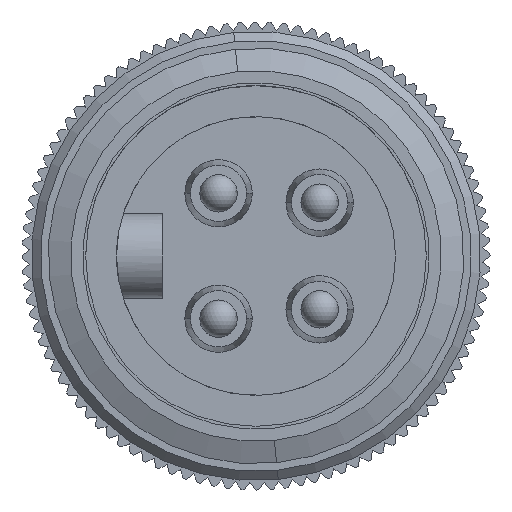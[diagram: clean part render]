
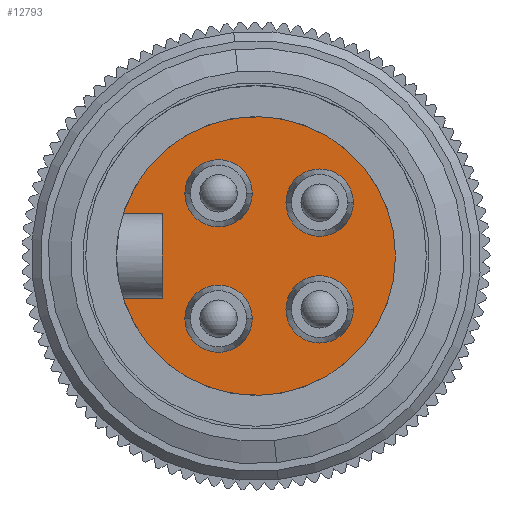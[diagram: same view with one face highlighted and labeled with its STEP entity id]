
A CAD part, front view. The second image highlights one B-rep face of the part: STEP entity #12793.
In plain terms, the highlighted planar face has unit normal (0, -1, 0).
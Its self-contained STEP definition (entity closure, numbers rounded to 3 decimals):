
#4019=DIRECTION('',(-1.,0.,0.));
#4020=VECTOR('',#4019,2.102);
#4021=CARTESIAN_POINT('',(-5.,-4.6,-2.25));
#4022=LINE('',#4021,#4020);
#4027=CARTESIAN_POINT('',(-2.,-4.6,3.35));
#4028=DIRECTION('',(0.,-1.,0.));
#4029=DIRECTION('',(1.,0.,0.));
#4030=AXIS2_PLACEMENT_3D('',#4027,#4028,#4029);
#4032=CARTESIAN_POINT('',(-2.,-4.6,3.35));
#4033=DIRECTION('',(0.,-1.,0.));
#4034=DIRECTION('',(-1.,0.,0.));
#4035=AXIS2_PLACEMENT_3D('',#4032,#4033,#4034);
#4037=CARTESIAN_POINT('',(-2.,-4.6,-3.35));
#4038=DIRECTION('',(0.,-1.,0.));
#4039=DIRECTION('',(1.,0.,0.));
#4040=AXIS2_PLACEMENT_3D('',#4037,#4038,#4039);
#4042=CARTESIAN_POINT('',(-2.,-4.6,-3.35));
#4043=DIRECTION('',(0.,-1.,0.));
#4044=DIRECTION('',(-1.,0.,0.));
#4045=AXIS2_PLACEMENT_3D('',#4042,#4043,#4044);
#4047=CARTESIAN_POINT('',(3.4,-4.6,-2.85));
#4048=DIRECTION('',(0.,-1.,0.));
#4049=DIRECTION('',(1.,0.,0.));
#4050=AXIS2_PLACEMENT_3D('',#4047,#4048,#4049);
#4052=CARTESIAN_POINT('',(3.4,-4.6,-2.85));
#4053=DIRECTION('',(0.,-1.,0.));
#4054=DIRECTION('',(-1.,0.,0.));
#4055=AXIS2_PLACEMENT_3D('',#4052,#4053,#4054);
#4057=CARTESIAN_POINT('',(3.4,-4.6,2.85));
#4058=DIRECTION('',(0.,-1.,0.));
#4059=DIRECTION('',(1.,0.,0.));
#4060=AXIS2_PLACEMENT_3D('',#4057,#4058,#4059);
#4062=CARTESIAN_POINT('',(3.4,-4.6,2.85));
#4063=DIRECTION('',(0.,-1.,0.));
#4064=DIRECTION('',(-1.,0.,0.));
#4065=AXIS2_PLACEMENT_3D('',#4062,#4063,#4064);
#4067=CARTESIAN_POINT('',(0.,-4.6,0.));
#4068=DIRECTION('',(0.,1.,0.));
#4069=DIRECTION('',(-0.953,0.,0.302));
#4070=AXIS2_PLACEMENT_3D('',#4067,#4068,#4069);
#4072=CARTESIAN_POINT('',(0.,-4.6,0.));
#4073=DIRECTION('',(0.,1.,0.));
#4074=DIRECTION('',(1.,0.,0.));
#4075=AXIS2_PLACEMENT_3D('',#4072,#4073,#4074);
#4261=DIRECTION('',(0.,0.,-1.));
#4262=VECTOR('',#4261,4.5);
#4263=CARTESIAN_POINT('',(-5.,-4.6,2.25));
#4264=LINE('',#4263,#4262);
#4310=DIRECTION('',(-1.,0.,0.));
#4311=VECTOR('',#4310,2.102);
#4312=CARTESIAN_POINT('',(-5.,-4.6,2.25));
#4313=LINE('',#4312,#4311);
#5850=CARTESIAN_POINT('',(-3.8,-4.6,3.35));
#5851=VERTEX_POINT('',#5850);
#5852=CARTESIAN_POINT('',(-0.2,-4.6,3.35));
#5853=VERTEX_POINT('',#5852);
#5854=CARTESIAN_POINT('',(-0.2,-4.6,-3.35));
#5855=CARTESIAN_POINT('',(-3.8,-4.6,-3.35));
#5856=VERTEX_POINT('',#5854);
#5857=VERTEX_POINT('',#5855);
#5858=CARTESIAN_POINT('',(5.2,-4.6,-2.85));
#5859=CARTESIAN_POINT('',(1.6,-4.6,-2.85));
#5860=VERTEX_POINT('',#5858);
#5861=VERTEX_POINT('',#5859);
#5862=CARTESIAN_POINT('',(5.2,-4.6,2.85));
#5863=CARTESIAN_POINT('',(1.6,-4.6,2.85));
#5864=VERTEX_POINT('',#5862);
#5865=VERTEX_POINT('',#5863);
#5867=CARTESIAN_POINT('',(7.45,-4.6,0.));
#5869=VERTEX_POINT('',#5867);
#7188=CARTESIAN_POINT('',(-5.,-4.6,-2.25));
#7189=CARTESIAN_POINT('',(-7.102,-4.6,-2.25));
#7190=VERTEX_POINT('',#7188);
#7191=VERTEX_POINT('',#7189);
#7194=CARTESIAN_POINT('',(-5.,-4.6,2.25));
#7195=VERTEX_POINT('',#7194);
#7196=CARTESIAN_POINT('',(-7.102,-4.6,2.25));
#7197=VERTEX_POINT('',#7196);
#12754=CARTESIAN_POINT('',(0.,-4.6,0.));
#12755=DIRECTION('',(0.,1.,0.));
#12756=DIRECTION('',(1.,0.,0.));
#12757=AXIS2_PLACEMENT_3D('',#12754,#12755,#12756);
#12758=PLANE('',#12757);
#12759=ORIENTED_EDGE('',*,*,#12744,.F.);
#12761=ORIENTED_EDGE('',*,*,#12760,.F.);
#12763=ORIENTED_EDGE('',*,*,#12762,.T.);
#12765=ORIENTED_EDGE('',*,*,#12764,.T.);
#12766=ORIENTED_EDGE('',*,*,#12729,.T.);
#12767=EDGE_LOOP('',(#12759,#12761,#12763,#12765,#12766));
#12768=FACE_OUTER_BOUND('',#12767,.F.);
#12770=ORIENTED_EDGE('',*,*,#12769,.T.);
#12772=ORIENTED_EDGE('',*,*,#12771,.T.);
#12773=EDGE_LOOP('',(#12770,#12772));
#12774=FACE_BOUND('',#12773,.F.);
#12776=ORIENTED_EDGE('',*,*,#12775,.T.);
#12778=ORIENTED_EDGE('',*,*,#12777,.T.);
#12779=EDGE_LOOP('',(#12776,#12778));
#12780=FACE_BOUND('',#12779,.F.);
#12782=ORIENTED_EDGE('',*,*,#12781,.T.);
#12784=ORIENTED_EDGE('',*,*,#12783,.T.);
#12785=EDGE_LOOP('',(#12782,#12784));
#12786=FACE_BOUND('',#12785,.F.);
#12788=ORIENTED_EDGE('',*,*,#12787,.T.);
#12790=ORIENTED_EDGE('',*,*,#12789,.T.);
#12791=EDGE_LOOP('',(#12788,#12790));
#12792=FACE_BOUND('',#12791,.F.);
#12793=ADVANCED_FACE('',(#12768,#12774,#12780,#12786,#12792),#12758,.F.);
#4031=CIRCLE('',#4030,1.8);
#4036=CIRCLE('',#4035,1.8);
#4041=CIRCLE('',#4040,1.8);
#4046=CIRCLE('',#4045,1.8);
#4051=CIRCLE('',#4050,1.8);
#4056=CIRCLE('',#4055,1.8);
#4061=CIRCLE('',#4060,1.8);
#4066=CIRCLE('',#4065,1.8);
#4071=CIRCLE('',#4070,7.45);
#4076=CIRCLE('',#4075,7.45);
#12729=EDGE_CURVE('',#5869,#7191,#4076,.T.);
#12744=EDGE_CURVE('',#7190,#7191,#4022,.T.);
#12760=EDGE_CURVE('',#7195,#7190,#4264,.T.);
#12762=EDGE_CURVE('',#7195,#7197,#4313,.T.);
#12764=EDGE_CURVE('',#7197,#5869,#4071,.T.);
#12769=EDGE_CURVE('',#5856,#5857,#4041,.T.);
#12771=EDGE_CURVE('',#5857,#5856,#4046,.T.);
#12775=EDGE_CURVE('',#5860,#5861,#4051,.T.);
#12777=EDGE_CURVE('',#5861,#5860,#4056,.T.);
#12781=EDGE_CURVE('',#5864,#5865,#4061,.T.);
#12783=EDGE_CURVE('',#5865,#5864,#4066,.T.);
#12787=EDGE_CURVE('',#5853,#5851,#4031,.T.);
#12789=EDGE_CURVE('',#5851,#5853,#4036,.T.);
